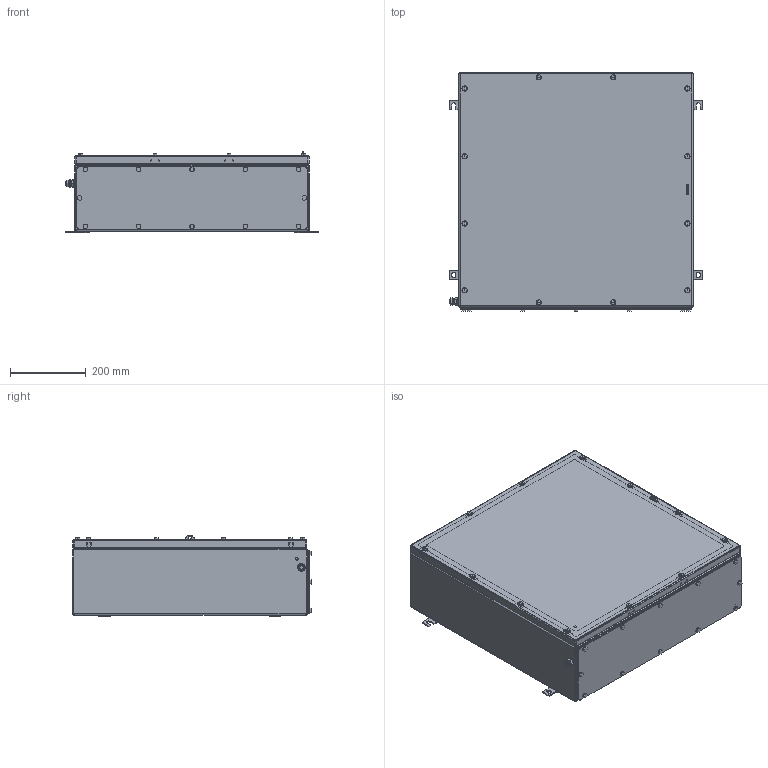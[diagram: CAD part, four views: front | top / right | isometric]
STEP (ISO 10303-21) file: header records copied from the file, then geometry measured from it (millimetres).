
FILE_DESCRIPTION(('CATIA V5 STEP Exchange','CAx-IF Rec.Pracs.--- Model Styling and Organization---1.5--- 2016-08-15','CAx-IF Rec.Pracs.---Supplemental Geometry---1.0---2011-11-01','CAx-IF Rec.Pracs.--- Composite Materials ---1.1---2010-07-15'),'2;1');
FILE_NAME ('1523477-3_2', '2024-08-08T09:15:08+00:00', ('none'), ('Weidmueller'), 'CATIA Version 5-6 Release 2022 SP4 HF5', 'CATIA V5 STEP AP214 v3', 'none');
FILE_SCHEMA(('AUTOMOTIVE_DESIGN { 1 0 10303 214 1 1 1 1 }'));
Products named in the file (1): 40801_ASM_KTB_MH_XXXXXX_S4E1
Bounding box: 671 x 631 x 215 mm (x, y, z)
Volume: 2533045.6 mm3; surface area: 3017617 mm2
Topology: 51 solids, 51 shells, 2365 faces, 6090 edges, 3915 vertices
Faces by surface type: plane 1258, cylinder 877, cone 138, bspline 62, torus 22, sphere 8
Entity records: 77128 total; most frequent: CARTESIAN_POINT 24884, ORIENTED_EDGE 12020, DIRECTION 8268, EDGE_CURVE 5892, VERTEX_POINT 3835, VECTOR 3830, LINE 3830, AXIS2_PLACEMENT_3D 2844
